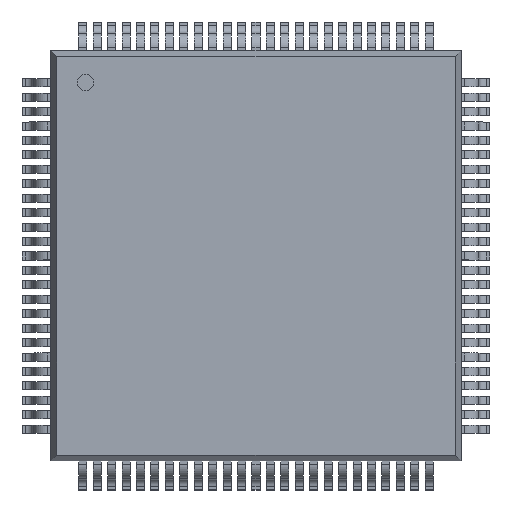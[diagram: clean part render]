
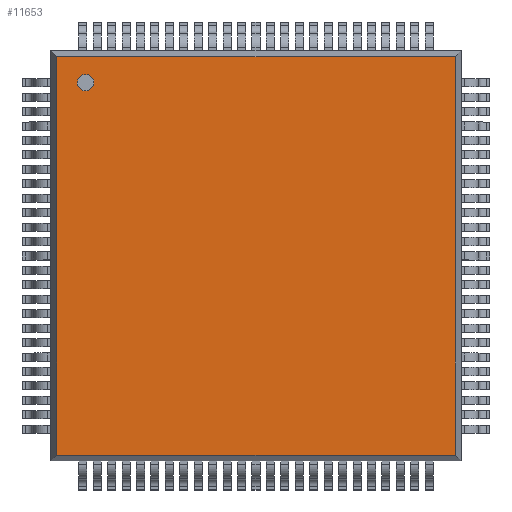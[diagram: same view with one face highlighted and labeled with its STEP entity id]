
A CAD part, top view. The second image highlights one B-rep face of the part: STEP entity #11653.
In plain terms, the highlighted planar face has unit normal (0, 0, 1).
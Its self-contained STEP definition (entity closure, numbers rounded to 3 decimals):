
#1412 = CARTESIAN_POINT ( 'NONE',  ( 6.896, -6.896, 1.6 ) ) ;
#2316 = EDGE_CURVE ( 'NONE', #24022, #5045, #18580, .T. ) ;
#4119 = ORIENTED_EDGE ( 'NONE', *, *, #2316, .F. ) ;
#4125 = VERTEX_POINT ( 'NONE', #20777 ) ;
#4611 = ORIENTED_EDGE ( 'NONE', *, *, #32520, .F. ) ;
#4894 = CARTESIAN_POINT ( 'NONE',  ( -6.896, 6.896, 1.6 ) ) ;
#4933 = CARTESIAN_POINT ( 'NONE',  ( -6.896, -6.896, 1.6 ) ) ;
#5045 = VERTEX_POINT ( 'NONE', #1412 ) ;
#5143 = CARTESIAN_POINT ( 'NONE',  ( 2.299, -6.896, 1.6 ) ) ;
#7360 = DIRECTION ( 'NONE',  ( 1., 0., 0. ) ) ;
#7611 = CARTESIAN_POINT ( 'NONE',  ( -6.896, -6.896, 1.6 ) ) ;
#11653 = ADVANCED_FACE ( 'NONE', ( #24954 ), #14242, .T. ) ;
#12427 = CARTESIAN_POINT ( 'NONE',  ( -6.896, 2.299, 1.6 ) ) ;
#14242 = PLANE ( 'NONE',  #43419 ) ;
#14417 = EDGE_CURVE ( 'NONE', #33277, #4125, #37735, .T. ) ;
#14894 = ORIENTED_EDGE ( 'NONE', *, *, #14417, .F. ) ;
#16013 = CARTESIAN_POINT ( 'NONE',  ( -6.896, 6.896, 1.6 ) ) ;
#16561 = CARTESIAN_POINT ( 'NONE',  ( 6.896, 6.896, 1.6 ) ) ;
#17952 = CARTESIAN_POINT ( 'NONE',  ( 6.896, -2.299, 1.6 ) ) ;
#18580 = B_SPLINE_CURVE_WITH_KNOTS ( 'NONE', 3,
 ( #21116, #32043, #17952, #31610 ),
 .UNSPECIFIED., .F., .F.,
 ( 4, 4 ),
 ( 0., 1. ),
 .UNSPECIFIED. ) ;
#19369 = CARTESIAN_POINT ( 'NONE',  ( -2.299, -6.896, 1.6 ) ) ;
#20161 = CARTESIAN_POINT ( 'NONE',  ( -2.299, 6.896, 1.6 ) ) ;
#20777 = CARTESIAN_POINT ( 'NONE',  ( -6.896, 6.896, 1.6 ) ) ;
#21064 = ORIENTED_EDGE ( 'NONE', *, *, #21559, .F. ) ;
#21116 = CARTESIAN_POINT ( 'NONE',  ( 6.896, 6.896, 1.6 ) ) ;
#21549 = DIRECTION ( 'NONE',  ( 0., 0., 1. ) ) ;
#21559 = EDGE_CURVE ( 'NONE', #5045, #33277, #35390, .T. ) ;
#22644 = CARTESIAN_POINT ( 'NONE',  ( 6.896, 6.896, 1.6 ) ) ;
#23087 = B_SPLINE_CURVE_WITH_KNOTS ( 'NONE', 3,
 ( #16013, #20161, #26088, #22644 ),
 .UNSPECIFIED., .F., .F.,
 ( 4, 4 ),
 ( 0., 1. ),
 .UNSPECIFIED. ) ;
#24022 = VERTEX_POINT ( 'NONE', #16561 ) ;
#24954 = FACE_OUTER_BOUND ( 'NONE', #41650, .T. ) ;
#26088 = CARTESIAN_POINT ( 'NONE',  ( 2.299, 6.896, 1.6 ) ) ;
#29807 = CARTESIAN_POINT ( 'NONE',  ( 6.896, -6.896, 1.6 ) ) ;
#31610 = CARTESIAN_POINT ( 'NONE',  ( 6.896, -6.896, 1.6 ) ) ;
#32039 = CARTESIAN_POINT ( 'NONE',  ( -6.896, -6.896, 1.6 ) ) ;
#32043 = CARTESIAN_POINT ( 'NONE',  ( 6.896, 2.299, 1.6 ) ) ;
#32520 = EDGE_CURVE ( 'NONE', #4125, #24022, #23087, .T. ) ;
#33277 = VERTEX_POINT ( 'NONE', #32039 ) ;
#35390 = B_SPLINE_CURVE_WITH_KNOTS ( 'NONE', 3,
 ( #29807, #5143, #19369, #4933 ),
 .UNSPECIFIED., .F., .F.,
 ( 4, 4 ),
 ( 0., 1. ),
 .UNSPECIFIED. ) ;
#37735 = B_SPLINE_CURVE_WITH_KNOTS ( 'NONE', 3,
 ( #40511, #39801, #12427, #4894 ),
 .UNSPECIFIED., .F., .F.,
 ( 4, 4 ),
 ( 0., 1. ),
 .UNSPECIFIED. ) ;
#39801 = CARTESIAN_POINT ( 'NONE',  ( -6.896, -2.299, 1.6 ) ) ;
#40511 = CARTESIAN_POINT ( 'NONE',  ( -6.896, -6.896, 1.6 ) ) ;
#41650 = EDGE_LOOP ( 'NONE', ( #21064, #4119, #4611, #14894 ) ) ;
#43419 = AXIS2_PLACEMENT_3D ( 'NONE', #7611, #21549, #7360 ) ;
